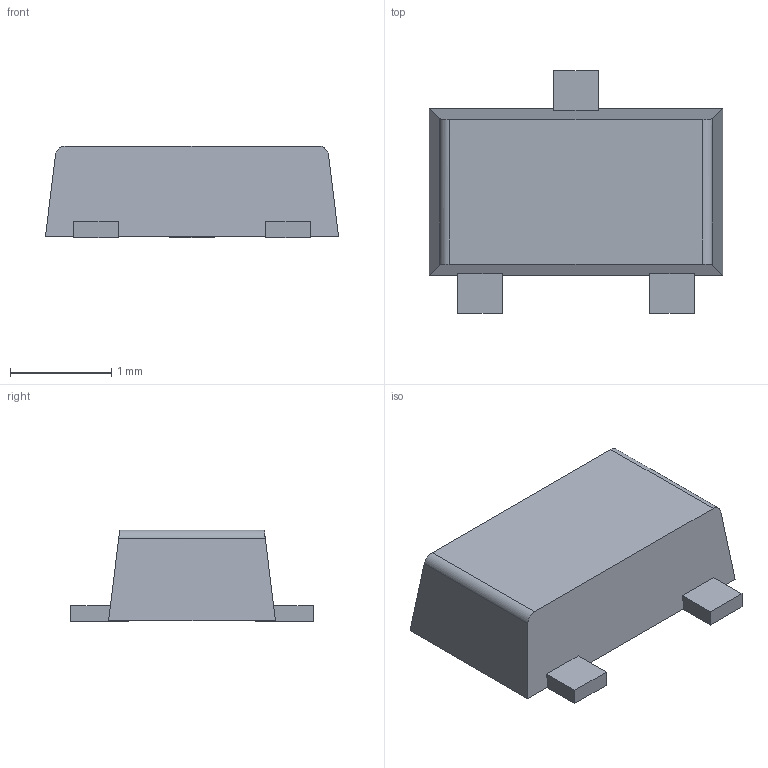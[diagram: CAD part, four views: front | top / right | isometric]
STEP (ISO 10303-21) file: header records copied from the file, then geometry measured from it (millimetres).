
FILE_DESCRIPTION( ( 'STEP Version 203' ), '1' );
FILE_NAME( 'SOT23F.stp', '01/29/18 11:32:39', ( 'horst_hofmann' ), ( ' ' ), 'PSStep 19.0.9', 'DesignModeler STEP Output', ' ' );
FILE_SCHEMA( ( 'CONFIG_CONTROL_DESIGN' ) );
Length unit declared in the file: metre
Products named in the file (4): Pin_1; Pin_3; Pin_2; Cap
Bounding box: 2.9 x 2.4 x 0.91 mm (x, y, z)
Volume: 3.9 mm3; surface area: 19 mm2
Topology: 4 solids, 4 shells, 50 faces, 120 edges, 78 vertices
Faces by surface type: plane 48, cylinder 2
Entity records: 1533 total; most frequent: CARTESIAN_POINT 252, ORIENTED_EDGE 240, DIRECTION 232, EDGE_CURVE 120, LINE 116, VECTOR 116, VERTEX_POINT 78, AXIS2_PLACEMENT_3D 58
